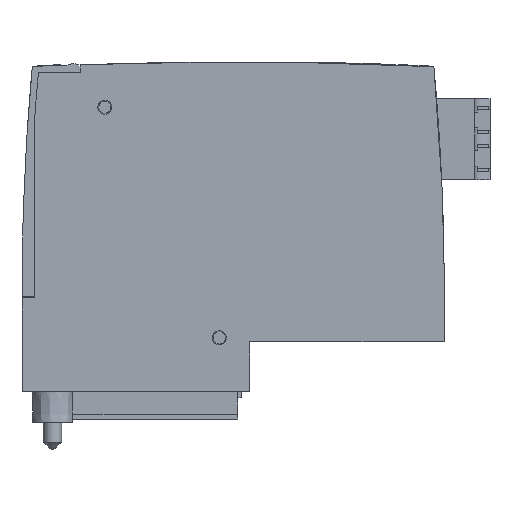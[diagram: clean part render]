
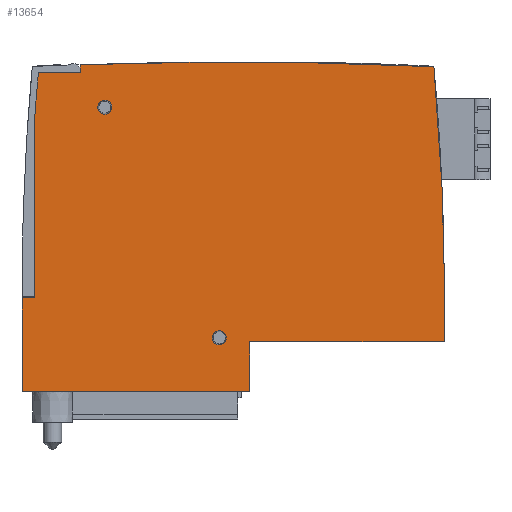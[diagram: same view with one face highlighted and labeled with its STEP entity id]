
A CAD part, left-side view. The second image highlights one B-rep face of the part: STEP entity #13654.
In plain terms, the highlighted planar face has unit normal (-1, 0, 0).
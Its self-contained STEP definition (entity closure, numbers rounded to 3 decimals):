
#11567=B_SPLINE_CURVE_WITH_KNOTS('',3,(#60642,#60643,#60644,#60645,#60646,
#60647,#60648,#60649,#60650,#60651,#60652,#60653,#60654,#60655,#60656,#60657,
#60658,#60659,#60660,#60661,#60662,#60663),.UNSPECIFIED.,.F.,.F.,(4,1,1,
1,1,1,1,1,1,1,1,1,1,1,1,1,1,1,1,4),(0.,0.047,0.126,
0.209,0.297,0.402,0.481,
0.596,0.691,0.739,0.77,
0.791,0.803,0.815,0.838,
0.861,0.902,0.935,0.969,
1.),.UNSPECIFIED.);
#12393=FACE_BOUND('',#18992,.T.);
#12394=FACE_BOUND('',#18993,.T.);
#12395=FACE_BOUND('',#18994,.T.);
#12965=CIRCLE('',#47945,1.155);
#12971=CIRCLE('',#47960,750.);
#12972=CIRCLE('',#47961,390.4);
#12973=CIRCLE('',#47962,1.155);
#13654=ADVANCED_FACE('',(#12393,#12394,#12395),#15603,.F.);
#15603=PLANE('',#47963);
#18992=EDGE_LOOP('',(#21495));
#18993=EDGE_LOOP('',(#21496,#21497,#21498,#21499,#21500,#21501,#21502,#21503,
#21504,#21505,#21506));
#18994=EDGE_LOOP('',(#21507));
#21495=ORIENTED_EDGE('',*,*,#34221,.F.);
#21496=ORIENTED_EDGE('',*,*,#34262,.F.);
#21497=ORIENTED_EDGE('',*,*,#34125,.F.);
#21498=ORIENTED_EDGE('',*,*,#34263,.F.);
#21499=ORIENTED_EDGE('',*,*,#34010,.F.);
#21500=ORIENTED_EDGE('',*,*,#34264,.F.);
#21501=ORIENTED_EDGE('',*,*,#34265,.F.);
#21502=ORIENTED_EDGE('',*,*,#34004,.F.);
#21503=ORIENTED_EDGE('',*,*,#34266,.F.);
#21504=ORIENTED_EDGE('',*,*,#34267,.F.);
#21505=ORIENTED_EDGE('',*,*,#34268,.F.);
#21506=ORIENTED_EDGE('',*,*,#34269,.F.);
#21507=ORIENTED_EDGE('',*,*,#34270,.F.);
#30845=VERTEX_POINT('',#60193);
#30846=VERTEX_POINT('',#60195);
#30849=VERTEX_POINT('',#60204);
#30850=VERTEX_POINT('',#60206);
#30946=VERTEX_POINT('',#60641);
#30947=VERTEX_POINT('',#60664);
#31030=VERTEX_POINT('',#61200);
#31053=VERTEX_POINT('',#61273);
#31054=VERTEX_POINT('',#61276);
#31055=VERTEX_POINT('',#61279);
#31056=VERTEX_POINT('',#61281);
#31057=VERTEX_POINT('',#61283);
#31058=VERTEX_POINT('',#61286);
#34004=EDGE_CURVE('',#30845,#30846,#38820,.T.);
#34010=EDGE_CURVE('',#30849,#30850,#38826,.T.);
#34125=EDGE_CURVE('',#30946,#30947,#11567,.T.);
#34221=EDGE_CURVE('',#31030,#31030,#12965,.T.);
#34262=EDGE_CURVE('',#30947,#31053,#39022,.T.);
#34263=EDGE_CURVE('',#30850,#30946,#12971,.T.);
#34264=EDGE_CURVE('',#31054,#30849,#39023,.T.);
#34265=EDGE_CURVE('',#30846,#31054,#12972,.T.);
#34266=EDGE_CURVE('',#31055,#30845,#39024,.T.);
#34267=EDGE_CURVE('',#31056,#31055,#39025,.T.);
#34268=EDGE_CURVE('',#31057,#31056,#39026,.T.);
#34269=EDGE_CURVE('',#31053,#31057,#39027,.T.);
#34270=EDGE_CURVE('',#31058,#31058,#12973,.T.);
#38820=LINE('',#60194,#42313);
#38826=LINE('',#60205,#42319);
#39022=LINE('',#61272,#42517);
#39023=LINE('',#61275,#42518);
#39024=LINE('',#61278,#42519);
#39025=LINE('',#61280,#42520);
#39026=LINE('',#61282,#42521);
#39027=LINE('',#61284,#42522);
#42313=VECTOR('',#50844,1.);
#42319=VECTOR('',#50852,1.);
#42517=VECTOR('',#51168,1.);
#42518=VECTOR('',#51171,1.);
#42519=VECTOR('',#51174,1.);
#42520=VECTOR('',#51175,1.);
#42521=VECTOR('',#51176,1.);
#42522=VECTOR('',#51177,1.);
#47945=AXIS2_PLACEMENT_3D('',#61199,#51103,#51104);
#47960=AXIS2_PLACEMENT_3D('',#61274,#51169,#51170);
#47961=AXIS2_PLACEMENT_3D('',#61277,#51172,#51173);
#47962=AXIS2_PLACEMENT_3D('',#61285,#51178,#51179);
#47963=AXIS2_PLACEMENT_3D('',#61287,#51180,#51181);
#50844=DIRECTION('',(0.,0.,1.));
#50852=DIRECTION('',(0.,0.,1.));
#51103=DIRECTION('',(-1.,0.,0.));
#51104=DIRECTION('',(0.,0.,-1.));
#51168=DIRECTION('',(0.,1.,0.));
#51169=DIRECTION('',(1.,0.,0.));
#51170=DIRECTION('',(0.,-0.02,1.));
#51171=DIRECTION('',(0.,-1.,0.));
#51172=DIRECTION('',(1.,0.,0.));
#51173=DIRECTION('',(0.,0.997,0.072));
#51174=DIRECTION('',(0.,-1.,0.));
#51175=DIRECTION('',(0.,0.,1.));
#51176=DIRECTION('',(0.,1.,0.));
#51177=DIRECTION('',(0.,0.,-1.));
#51178=DIRECTION('',(-1.,0.,0.));
#51179=DIRECTION('',(0.,0.,-1.));
#51180=DIRECTION('',(1.,0.,0.));
#51181=DIRECTION('',(0.,0.,-1.));
#60193=CARTESIAN_POINT('',(-30.1,35.2,28.3));
#60194=CARTESIAN_POINT('',(-30.1,35.2,28.3));
#60195=CARTESIAN_POINT('',(-30.1,35.2,58.025));
#60204=CARTESIAN_POINT('',(-30.1,27.754,65.299));
#60205=CARTESIAN_POINT('',(-30.1,27.754,65.299));
#60206=CARTESIAN_POINT('',(-30.1,27.754,66.591));
#60641=CARTESIAN_POINT('',(-30.1,-30.317,66.26));
#60642=CARTESIAN_POINT('',(-30.1,-30.317,66.26));
#60643=CARTESIAN_POINT('',(-30.1,-30.383,65.551));
#60644=CARTESIAN_POINT('',(-30.1,-30.553,63.666));
#60645=CARTESIAN_POINT('',(-30.1,-30.814,60.529));
#60646=CARTESIAN_POINT('',(-30.1,-31.089,56.782));
#60647=CARTESIAN_POINT('',(-30.1,-31.353,52.632));
#60648=CARTESIAN_POINT('',(-30.1,-31.568,48.537));
#60649=CARTESIAN_POINT('',(-30.1,-31.757,44.033));
#60650=CARTESIAN_POINT('',(-30.1,-31.89,39.673));
#60651=CARTESIAN_POINT('',(-30.1,-31.962,35.79));
#60652=CARTESIAN_POINT('',(-30.1,-31.989,33.162));
#60653=CARTESIAN_POINT('',(-30.1,-31.997,31.656));
#60654=CARTESIAN_POINT('',(-30.1,-32.,30.683));
#60655=CARTESIAN_POINT('',(-30.1,-32.,30.003));
#60656=CARTESIAN_POINT('',(-30.1,-32.,29.291));
#60657=CARTESIAN_POINT('',(-30.1,-32.,28.416));
#60658=CARTESIAN_POINT('',(-30.1,-32.,27.114));
#60659=CARTESIAN_POINT('',(-30.1,-32.,25.65));
#60660=CARTESIAN_POINT('',(-30.1,-32.,24.025));
#60661=CARTESIAN_POINT('',(-30.1,-32.,22.541));
#60662=CARTESIAN_POINT('',(-30.1,-32.,21.566));
#60663=CARTESIAN_POINT('',(-30.1,-32.,21.1));
#60664=CARTESIAN_POINT('',(-30.1,-32.,21.1));
#61199=CARTESIAN_POINT('',(-30.1,4.9,21.75));
#61200=CARTESIAN_POINT('',(-30.1,4.9,20.595));
#61272=CARTESIAN_POINT('',(-30.1,-32.,21.1));
#61273=CARTESIAN_POINT('',(-30.1,-0.1,21.1));
#61274=CARTESIAN_POINT('',(-30.1,3.,-683.));
#61275=CARTESIAN_POINT('',(-30.1,34.61,65.299));
#61276=CARTESIAN_POINT('',(-30.1,34.61,65.299));
#61277=CARTESIAN_POINT('',(-30.1,-354.2,30.1));
#61278=CARTESIAN_POINT('',(-30.1,37.3,28.3));
#61279=CARTESIAN_POINT('',(-30.1,37.3,28.3));
#61280=CARTESIAN_POINT('',(-30.1,37.3,12.9));
#61281=CARTESIAN_POINT('',(-30.1,37.3,12.9));
#61282=CARTESIAN_POINT('',(-30.1,-0.1,12.9));
#61283=CARTESIAN_POINT('',(-30.1,-0.1,12.9));
#61284=CARTESIAN_POINT('',(-30.1,-0.1,21.1));
#61285=CARTESIAN_POINT('',(-30.1,23.7,59.6));
#61286=CARTESIAN_POINT('',(-30.1,23.7,58.445));
#61287=CARTESIAN_POINT('',(-30.1,-354.2,30.1));
